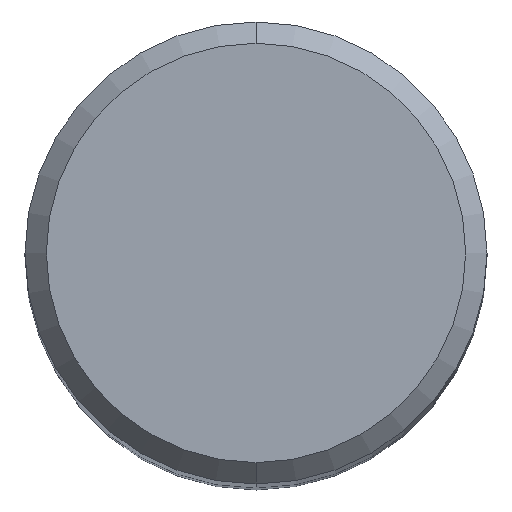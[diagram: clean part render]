
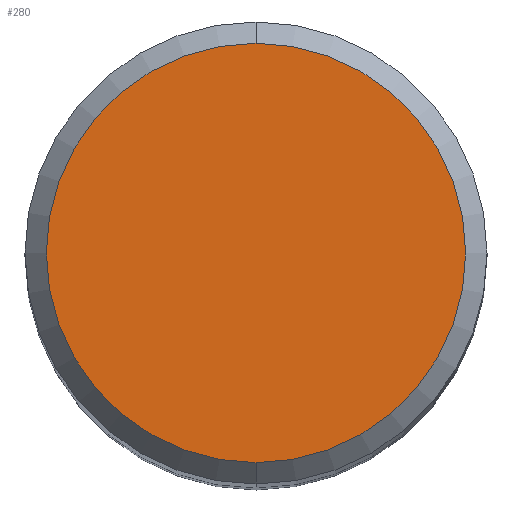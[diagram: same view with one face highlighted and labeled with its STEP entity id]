
A CAD part, top view. The second image highlights one B-rep face of the part: STEP entity #280.
In plain terms, the highlighted planar face has unit normal (0, 0, 1).
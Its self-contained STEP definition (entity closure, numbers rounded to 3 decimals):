
#218=VERTEX_POINT('',#524);
#242=EDGE_CURVE('',#312,#218,#550,.T.);
#280=ADVANCED_FACE('',(#594),#595,.T.);
#312=VERTEX_POINT('',#629);
#404=EDGE_CURVE('',#218,#312,#730,.T.);
#524=CARTESIAN_POINT('',(0.0,5.9,0.0));
#550=CIRCLE('',#977,5.9);
#594=FACE_OUTER_BOUND('',#1121,.T.);
#595=PLANE('',#1122);
#629=CARTESIAN_POINT('',(0.,-5.9,0.0));
#730=CIRCLE('',#1399,5.9);
#977=AXIS2_PLACEMENT_3D('',#1588,#1589,#1590);
#1121=EDGE_LOOP('',(#1643,#1644));
#1122=AXIS2_PLACEMENT_3D('',#1645,#1646,#1647);
#1399=AXIS2_PLACEMENT_3D('',#1774,#1775,#1776);
#1588=CARTESIAN_POINT('',(0.0,0.0,0.0));
#1589=DIRECTION('',(0.0,0.0,-1.0));
#1590=DIRECTION('',(0.0,1.0,0.0));
#1643=ORIENTED_EDGE('',*,*,#404,.F.);
#1644=ORIENTED_EDGE('',*,*,#242,.F.);
#1645=CARTESIAN_POINT('',(0.0,2.95,0.0));
#1646=DIRECTION('',(-0.0,0.0,1.0));
#1647=DIRECTION('',(0.0,-1.0,0.0));
#1774=CARTESIAN_POINT('',(0.0,0.0,0.0));
#1775=DIRECTION('',(0.0,0.0,-1.0));
#1776=DIRECTION('',(0.0,1.0,0.0));
